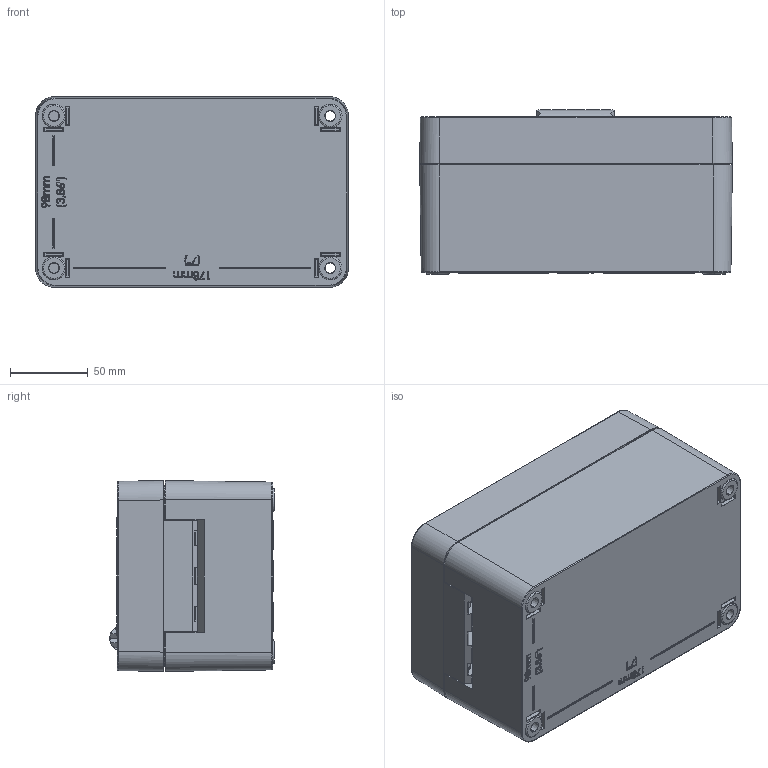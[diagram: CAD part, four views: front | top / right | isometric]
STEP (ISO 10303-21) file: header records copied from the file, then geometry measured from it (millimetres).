
FILE_DESCRIPTION (( 'STEP AP214' ), '1' );
FILE_NAME ('22122000.STEP', '2008-11-11T11:14:40', ( ' ' ), ( '' ), 'SwSTEP 2.0', 'SolidWorks 2008', '' );
FILE_SCHEMA (( 'AUTOMOTIVE_DESIGN' ));
Length unit declared in the file: millimetre
Products named in the file (14): 86234_Standard; 25301_Standard; 82009_Standard; 83010_Standard; 86233_Standard; 94144_Vorspannung; 82209_Standard; 82210_Standard; 94241_Standard; 22122000; 94412_Standard; 26301_Standard
Assembly tree (20 placements, depth 3):
  22122000
    26301_Standard
      26301_Standard
    94412_Standard  x2
    82009_Standard
    83010_Standard  x2
    25301_Standard
      25301_Standard
      86234_Standard  x2
      86233_Standard  x4
    94144_Vorspannung  x2
    82210_Standard
    82209_Standard
    94241_Standard
Bounding box: 201.5 x 105.9 x 123 mm (x, y, z)
Volume: 249414.8 mm3; surface area: 258480.5 mm2
Topology: 17 solids, 18 shells, 3296 faces, 7759 edges, 4123 vertices
Faces by surface type: bspline 1286, cylinder 997, plane 599, sphere 225, cone 104, torus 85
Entity records: 149223 total; most frequent: CARTESIAN_POINT 92595, ORIENTED_EDGE 13488, DIRECTION 9083, EDGE_CURVE 6744, VERTEX_POINT 3785, AXIS2_PLACEMENT_3D 3458, EDGE_LOOP 3145, FACE_OUTER_BOUND 3051
